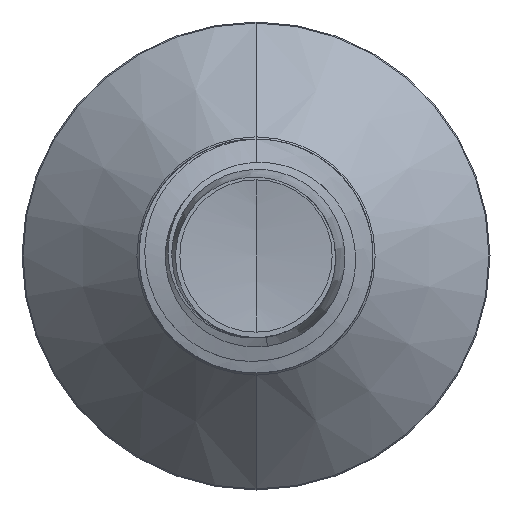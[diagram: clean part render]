
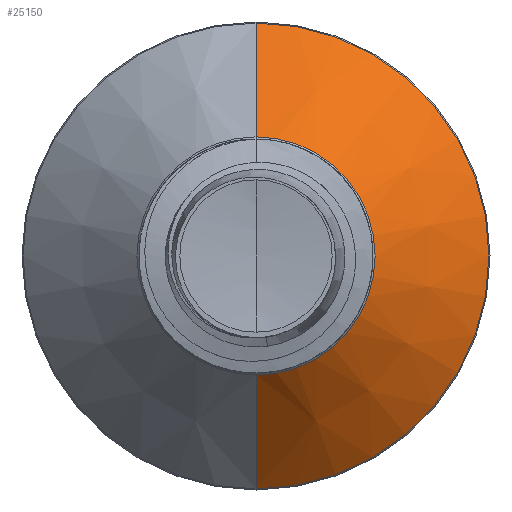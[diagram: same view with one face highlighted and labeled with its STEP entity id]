
A CAD part, front view. The second image highlights one B-rep face of the part: STEP entity #25150.
In plain terms, the highlighted conical face has half-angle 45 degrees and reference radius 1.782 mm.
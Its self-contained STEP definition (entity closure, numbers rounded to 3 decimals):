
#899 = DIRECTION ( 'NONE',  ( 0., 0.707, 0.707 ) ) ;
#1179 = AXIS2_PLACEMENT_3D ( 'NONE', #29995, #14485, #32565 ) ;
#4530 = LINE ( 'NONE', #8440, #17490 ) ;
#4714 = DIRECTION ( 'NONE',  ( 0., 1., 0. ) ) ;
#5259 = CARTESIAN_POINT ( 'NONE',  ( 0., 15.335, 3.485 ) ) ;
#5679 = EDGE_CURVE ( 'NONE', #6564, #7019, #23972, .T. ) ;
#5985 = CARTESIAN_POINT ( 'NONE',  ( 0., 13.632, 1.782 ) ) ;
#6564 = VERTEX_POINT ( 'NONE', #27511 ) ;
#7019 = VERTEX_POINT ( 'NONE', #5259 ) ;
#8035 = CIRCLE ( 'NONE', #18509, 1.782 ) ;
#8300 = ORIENTED_EDGE ( 'NONE', *, *, #10052, .T. ) ;
#8440 = CARTESIAN_POINT ( 'NONE',  ( 0., 13.632, -1.782 ) ) ;
#8643 = ORIENTED_EDGE ( 'NONE', *, *, #26670, .T. ) ;
#9000 = EDGE_CURVE ( 'NONE', #7019, #31597, #12517, .T. ) ;
#9431 = CARTESIAN_POINT ( 'NONE',  ( 0., 15.335, -3.485 ) ) ;
#10052 = EDGE_CURVE ( 'NONE', #6564, #28377, #8035, .T. ) ;
#10900 = CARTESIAN_POINT ( 'NONE',  ( 0., 13.632, -1.782 ) ) ;
#12517 = CIRCLE ( 'NONE', #1179, 3.485 ) ;
#14485 = DIRECTION ( 'NONE',  ( 0., 1., 0. ) ) ;
#15089 = CARTESIAN_POINT ( 'NONE',  ( 0., 13.632, 0. ) ) ;
#17490 = VECTOR ( 'NONE', #23688, 1000. ) ;
#17687 = DIRECTION ( 'NONE',  ( 0., 0., 1. ) ) ;
#18509 = AXIS2_PLACEMENT_3D ( 'NONE', #15089, #33175, #17687 ) ;
#19592 = ORIENTED_EDGE ( 'NONE', *, *, #9000, .F. ) ;
#20249 = CARTESIAN_POINT ( 'NONE',  ( 0., 13.632, 0. ) ) ;
#22901 = DIRECTION ( 'NONE',  ( 0., 0., 1. ) ) ;
#23540 = VECTOR ( 'NONE', #899, 1000. ) ;
#23688 = DIRECTION ( 'NONE',  ( 0., 0.707, -0.707 ) ) ;
#23892 = AXIS2_PLACEMENT_3D ( 'NONE', #20249, #4714, #22901 ) ;
#23972 = LINE ( 'NONE', #5985, #23540 ) ;
#25150 = ADVANCED_FACE ( 'NONE', ( #26427 ), #32439, .T. ) ;
#25545 = ORIENTED_EDGE ( 'NONE', *, *, #5679, .F. ) ;
#26427 = FACE_OUTER_BOUND ( 'NONE', #30973, .T. ) ;
#26670 = EDGE_CURVE ( 'NONE', #28377, #31597, #4530, .T. ) ;
#27511 = CARTESIAN_POINT ( 'NONE',  ( 0., 13.632, 1.782 ) ) ;
#28377 = VERTEX_POINT ( 'NONE', #10900 ) ;
#29995 = CARTESIAN_POINT ( 'NONE',  ( 0., 15.335, 0. ) ) ;
#30973 = EDGE_LOOP ( 'NONE', ( #8300, #8643, #19592, #25545 ) ) ;
#31597 = VERTEX_POINT ( 'NONE', #9431 ) ;
#32439 = CONICAL_SURFACE ( 'NONE', #23892, 1.782, 0.785 ) ;
#32565 = DIRECTION ( 'NONE',  ( 0., 0., 1. ) ) ;
#33175 = DIRECTION ( 'NONE',  ( 0., 1., 0. ) ) ;
